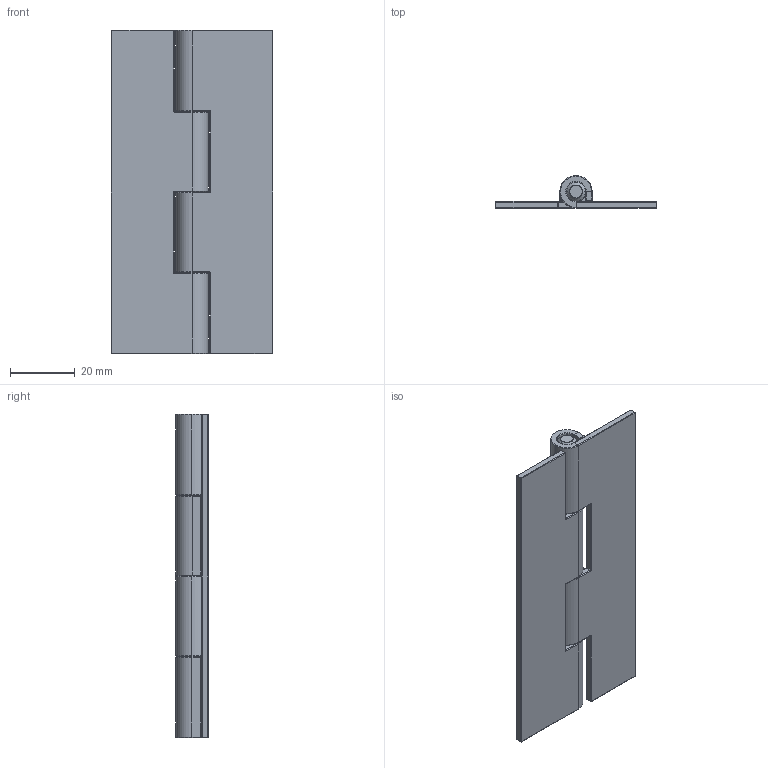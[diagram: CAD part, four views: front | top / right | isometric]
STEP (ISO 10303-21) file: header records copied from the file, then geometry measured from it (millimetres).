
FILE_DESCRIPTION (( 'STEP AP214' ), '1' );
FILE_NAME ('HGS-100502.STEP', '2020-03-26T06:22:21', ( '' ), ( '' ), 'SwSTEP 2.0', 'SolidWorks 2016', '' );
FILE_SCHEMA (( 'AUTOMOTIVE_DESIGN' ));
Length unit declared in the file: millimetre
Products named in the file (3): HGS-100502; 脣誏; 縡?ﾆｬ
Assembly tree (3 placements, depth 2):
  HGS-100502
    縡?ﾆｬ  x2
    脣誏
Bounding box: 50 x 10 x 100 mm (x, y, z)
Volume: 15995.9 mm3; surface area: 16381.3 mm2
Topology: 3 solids, 3 shells, 216 faces, 470 edges, 232 vertices
Faces by surface type: cylinder 94, plane 50, torus 40, sphere 28, cone 4
Entity records: 3092 total; most frequent: DIRECTION 614, CARTESIAN_POINT 482, ORIENTED_EDGE 472, AXIS2_PLACEMENT_3D 256, EDGE_CURVE 236, CIRCLE 134, VERTEX_POINT 124, EDGE_LOOP 116
